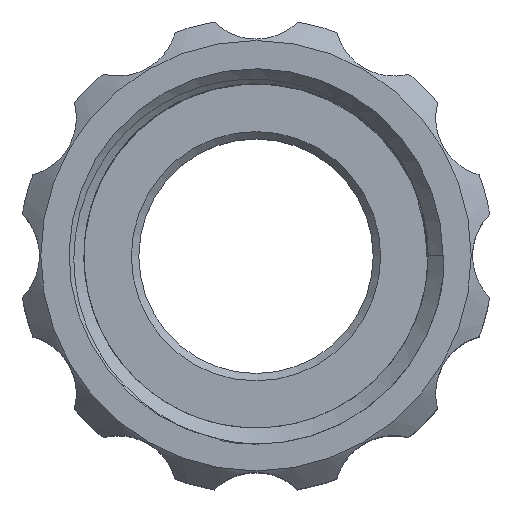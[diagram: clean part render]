
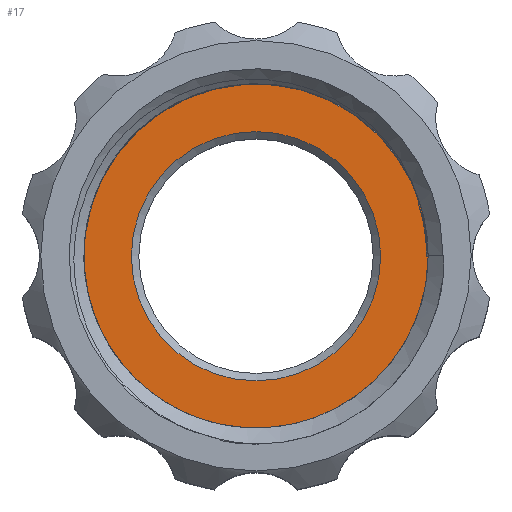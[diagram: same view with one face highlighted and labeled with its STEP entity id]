
A CAD part, top view. The second image highlights one B-rep face of the part: STEP entity #17.
In plain terms, the highlighted planar face has unit normal (0, 0, 1).
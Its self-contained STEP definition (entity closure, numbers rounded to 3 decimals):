
#17 = ADVANCED_FACE('',(#18,#60),#71,.F.);
#18 = FACE_BOUND('',#19,.F.);
#19 = EDGE_LOOP('',(#20,#30,#39,#50));
#20 = ORIENTED_EDGE('',*,*,#21,.T.);
#21 = EDGE_CURVE('',#22,#24,#26,.T.);
#22 = VERTEX_POINT('',#23);
#23 = CARTESIAN_POINT('',(11.5,0.,4.));
#24 = VERTEX_POINT('',#25);
#25 = CARTESIAN_POINT('',(11.6,0.,4.));
#26 = LINE('',#27,#28);
#27 = CARTESIAN_POINT('',(5.95,0.,4.));
#28 = VECTOR('',#29,1.);
#29 = DIRECTION('',(1.,-0.,-0.));
#30 = ORIENTED_EDGE('',*,*,#31,.T.);
#31 = EDGE_CURVE('',#24,#32,#34,.T.);
#32 = VERTEX_POINT('',#33);
#33 = CARTESIAN_POINT('',(11.536,1.213,4.));
#34 = CIRCLE('',#35,11.6);
#35 = AXIS2_PLACEMENT_3D('',#36,#37,#38);
#36 = CARTESIAN_POINT('',(0.,0.,4.));
#37 = DIRECTION('',(0.,0.,-1.));
#38 = DIRECTION('',(1.,0.,0.));
#39 = ORIENTED_EDGE('',*,*,#40,.T.);
#40 = EDGE_CURVE('',#32,#41,#43,.T.);
#41 = VERTEX_POINT('',#42);
#42 = CARTESIAN_POINT('',(10.937,3.554,4.));
#43 = B_SPLINE_CURVE_WITH_KNOTS('',5,(#44,#45,#46,#47,#48,#49),
  .UNSPECIFIED.,.F.,.F.,(6,6),(0.,1.),.PIECEWISE_BEZIER_KNOTS.);
#44 = CARTESIAN_POINT('',(11.6,0.701,4.));
#45 = CARTESIAN_POINT('',(11.541,1.285,4.));
#46 = CARTESIAN_POINT('',(11.444,1.866,4.));
#47 = CARTESIAN_POINT('',(11.311,2.44,4.));
#48 = CARTESIAN_POINT('',(11.142,3.003,4.));
#49 = CARTESIAN_POINT('',(10.937,3.554,4.));
#50 = ORIENTED_EDGE('',*,*,#51,.F.);
#51 = EDGE_CURVE('',#22,#41,#52,.T.);
#52 = B_SPLINE_CURVE_WITH_KNOTS('',6,(#53,#54,#55,#56,#57,#58,#59),
  .UNSPECIFIED.,.F.,.F.,(7,7),(0.,1.),.PIECEWISE_BEZIER_KNOTS.);
#53 = CARTESIAN_POINT('',(11.5,0.,4.));
#54 = CARTESIAN_POINT('',(11.5,0.602,4.));
#55 = CARTESIAN_POINT('',(11.462,1.204,4.));
#56 = CARTESIAN_POINT('',(11.386,1.803,4.));
#57 = CARTESIAN_POINT('',(11.273,2.397,4.));
#58 = CARTESIAN_POINT('',(11.123,2.981,4.));
#59 = CARTESIAN_POINT('',(10.937,3.554,4.));
#60 = FACE_BOUND('',#61,.F.);
#61 = EDGE_LOOP('',(#62));
#62 = ORIENTED_EDGE('',*,*,#63,.F.);
#63 = EDGE_CURVE('',#64,#64,#66,.T.);
#64 = VERTEX_POINT('',#65);
#65 = CARTESIAN_POINT('',(8.4,0.,4.));
#66 = CIRCLE('',#67,8.4);
#67 = AXIS2_PLACEMENT_3D('',#68,#69,#70);
#68 = CARTESIAN_POINT('',(0.,0.,4.));
#69 = DIRECTION('',(0.,0.,-1.));
#70 = DIRECTION('',(1.,0.,0.));
#71 = PLANE('',#72);
#72 = AXIS2_PLACEMENT_3D('',#73,#74,#75);
#73 = CARTESIAN_POINT('',(0.,0.,4.));
#74 = DIRECTION('',(0.,0.,-1.));
#75 = DIRECTION('',(1.,0.,0.));
